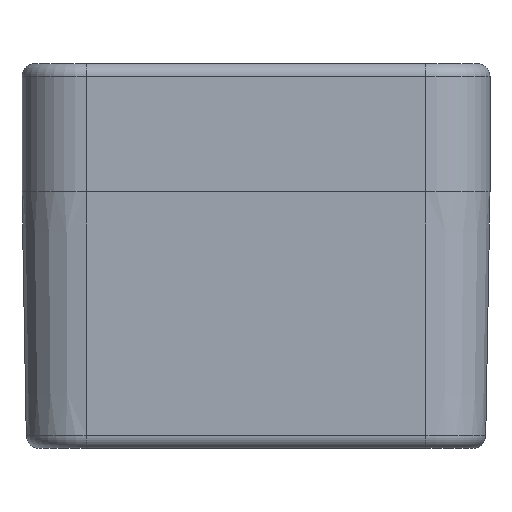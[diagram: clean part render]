
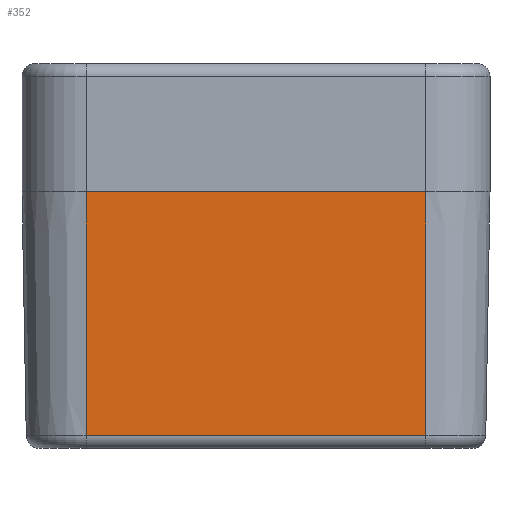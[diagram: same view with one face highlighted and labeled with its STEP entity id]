
A CAD part, left-side view. The second image highlights one B-rep face of the part: STEP entity #352.
In plain terms, the highlighted planar face has unit normal (-1, 0, -0.018).
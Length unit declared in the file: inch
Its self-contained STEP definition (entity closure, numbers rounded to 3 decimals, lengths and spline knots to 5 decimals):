
#113=PLANE('',#1225);
#155=LINE('',#1628,#227);
#204=LINE('',#1832,#276);
#213=LINE('',#1857,#285);
#215=LINE('',#1860,#287);
#227=VECTOR('',#1286,1.);
#276=VECTOR('',#1527,1.);
#285=VECTOR('',#1558,1.);
#287=VECTOR('',#1562,1.);
#352=ADVANCED_FACE('',(#434),#113,.T.);
#434=FACE_OUTER_BOUND('',#502,.T.);
#502=EDGE_LOOP('',(#769,#770,#771,#772));
#769=ORIENTED_EDGE('',*,*,#1015,.T.);
#770=ORIENTED_EDGE('',*,*,#899,.T.);
#771=ORIENTED_EDGE('',*,*,#1013,.F.);
#772=ORIENTED_EDGE('',*,*,#1001,.T.);
#808=VERTEX_POINT('',#1607);
#810=VERTEX_POINT('',#1612);
#870=VERTEX_POINT('',#1827);
#871=VERTEX_POINT('',#1831);
#899=EDGE_CURVE('',#808,#810,#155,.T.);
#1001=EDGE_CURVE('',#870,#871,#204,.T.);
#1013=EDGE_CURVE('',#870,#810,#213,.T.);
#1015=EDGE_CURVE('',#871,#808,#215,.T.);
#1225=AXIS2_PLACEMENT_3D('',#1861,#1563,#1564);
#1286=DIRECTION('',(0.,-1.,0.));
#1527=DIRECTION('',(0.,1.,0.));
#1558=DIRECTION('',(0.017,0.,-1.));
#1562=DIRECTION('',(0.017,0.,-1.));
#1563=DIRECTION('',(-1.,0.,-0.017));
#1564=DIRECTION('',(-0.017,0.,1.));
#1607=CARTESIAN_POINT('',(0.00332,0.315,-0.19017));
#1612=CARTESIAN_POINT('',(0.00332,0.05,-0.19017));
#1628=CARTESIAN_POINT('',(0.00332,0.05,-0.19017));
#1827=CARTESIAN_POINT('',(0.,0.05,0.));
#1831=CARTESIAN_POINT('',(0.,0.315,0.));
#1832=CARTESIAN_POINT('',(0.,0.05,0.));
#1857=CARTESIAN_POINT('',(0.00002,0.05,-0.00087));
#1860=CARTESIAN_POINT('',(0.00002,0.315,-0.00087));
#1861=CARTESIAN_POINT('',(0.,0.1825,0.));
